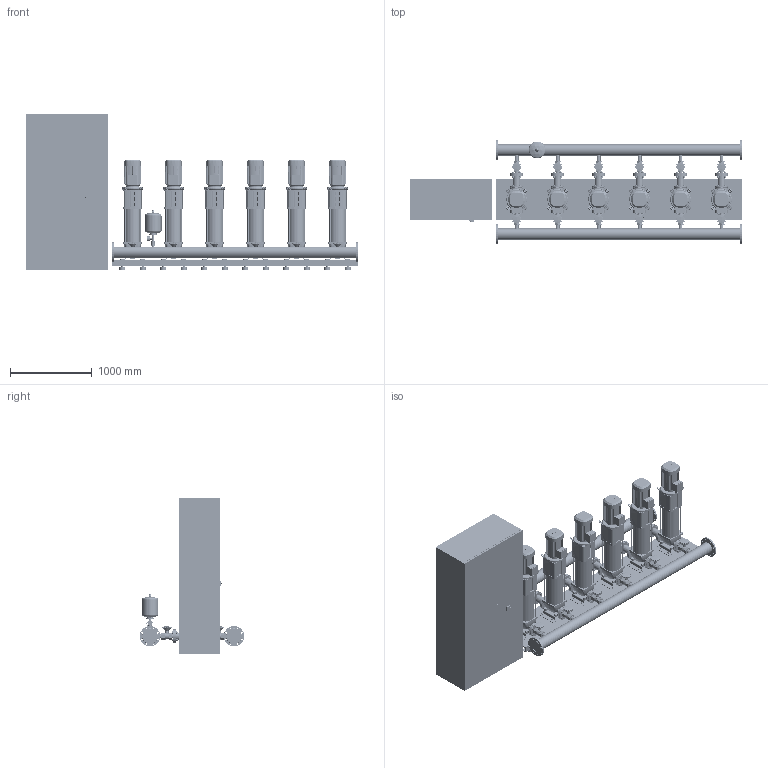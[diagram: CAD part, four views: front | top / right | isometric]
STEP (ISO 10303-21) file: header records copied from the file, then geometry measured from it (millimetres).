
FILE_DESCRIPTION((''),'2;1');
FILE_NAME('3d_COR-6HELIXV2206_K_CC-01-2530579.stp','2016-01-22T12:33:17',(''),(''),'Mechanical Desktop 2009','Mechanical Desktop 2009',', , ');
FILE_SCHEMA(('CONFIG_CONTROL_DESIGN'));
Length unit declared in the file: millimetre
Products named in the file (1): Product
Bounding box: 4050 x 1275 x 1900 mm (x, y, z)
Volume: 1345373480.1 mm3; surface area: 32165740.3 mm2
Topology: 310 solids, 310 shells, 11611 faces, 29611 edges, 19281 vertices
Faces by surface type: plane 4649, cylinder 3130, bspline 2878, cone 568, torus 372, sphere 14
Entity records: 389909 total; most frequent: CARTESIAN_POINT 108977, ORIENTED_EDGE 59218, DIRECTION 55465, EDGE_CURVE 29609, VERTEX_POINT 19278, AXIS2_PLACEMENT_3D 18618, VECTOR 18229, LINE 18229
